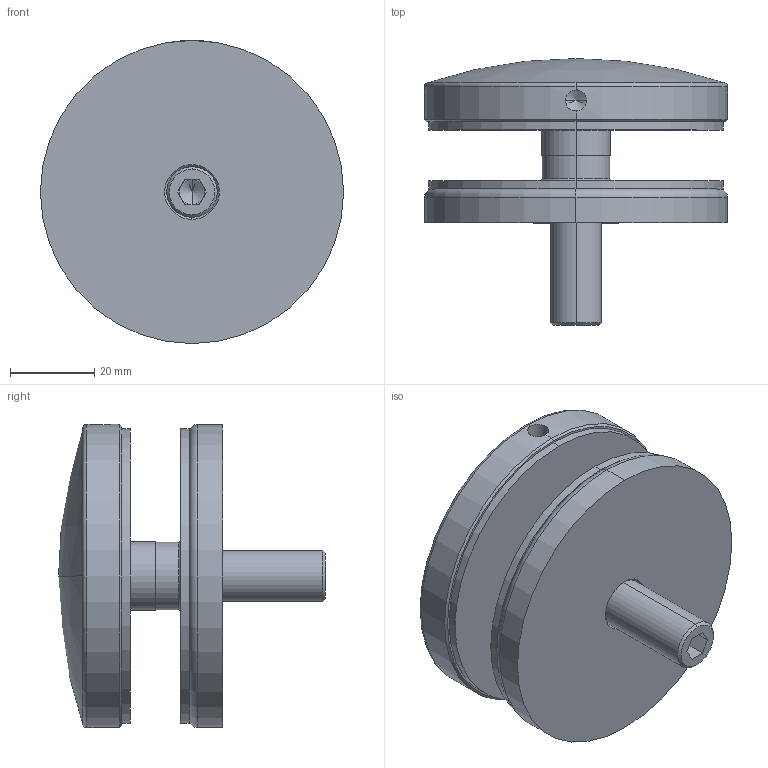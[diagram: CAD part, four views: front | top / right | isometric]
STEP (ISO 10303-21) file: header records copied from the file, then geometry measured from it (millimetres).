
FILE_DESCRIPTION (( 'STEP AP203' ), '1' );
FILE_NAME ('60197-240.step', '2020-11-03T09:00:22', ( '' ), ( '' ), 'SwSTEP 2.0', 'SolidWorks 2018', '' );
FILE_SCHEMA (( 'CONFIG_CONTROL_DESIGN' ));
Length unit declared in the file: millimetre
Products named in the file (14): 60197-XXX Teil1_60197-240 Teil1; 60197-XXX Teil3_60197-XXX Teil3; 60197-XXX Teil4; 60197-XXX Teil2_60197-240 Teil2; DIN913; 60197-XXX Teil4_60197-XXX Teil4; 60197-XXX Teil5_60197-XXX Teil5; 60197-XXX Teil3; 60197-240; 60197-XXX Teil5; 60197-XXX Teil1; DIN913_DIN 913 M12x60; 60197-XXX Teil2
Assembly tree (7 placements, depth 2):
  60197-XXX Teil4
  60197-XXX Teil3
  60197-240
    60197-XXX Teil1_60197-240 Teil1
    60197-XXX Teil3_60197-XXX Teil3
    60197-XXX Teil4_60197-XXX Teil4
    60197-XXX Teil5_60197-XXX Teil5
    DIN913_DIN 913 M12x60
    60197-XXX Teil2_60197-240 Teil2
  60197-XXX Teil5
  60197-240
    DIN913
Bounding box: 72 x 63.38 x 72 mm (x, y, z)
Volume: 101625.4 mm3; surface area: 40221 mm2
Topology: 6 solids, 6 shells, 288 faces, 725 edges, 472 vertices
Faces by surface type: plane 144, bspline 90, cylinder 26, cone 22, torus 4, sphere 2
Entity records: 15528 total; most frequent: CARTESIAN_POINT 7888, ORIENTED_EDGE 1436, DIRECTION 1042, EDGE_CURVE 718, VERTEX_POINT 470, VECTOR 448, LINE 448, EDGE_LOOP 324
